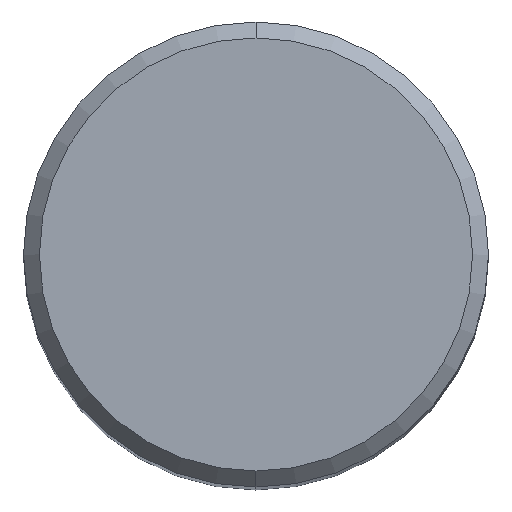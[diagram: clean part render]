
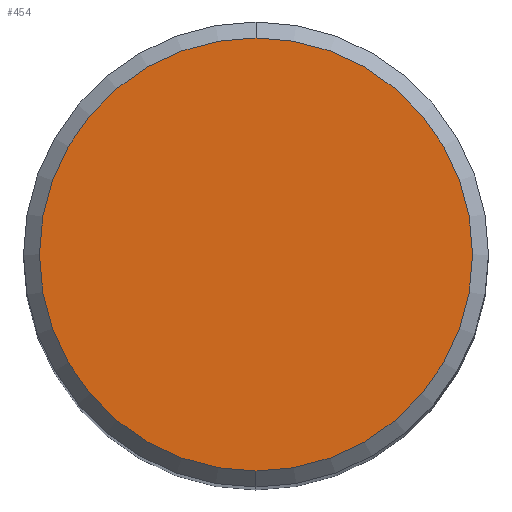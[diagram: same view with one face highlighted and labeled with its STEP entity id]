
A CAD part, top view. The second image highlights one B-rep face of the part: STEP entity #454.
In plain terms, the highlighted planar face has unit normal (0, 0, 1).
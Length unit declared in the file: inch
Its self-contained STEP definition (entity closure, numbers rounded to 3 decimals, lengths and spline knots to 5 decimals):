
#34 = VERTEX_POINT ( 'NONE', #338 ) ;
#55 = DIRECTION ( 'NONE',  ( 0., 0., 1. ) ) ;
#61 = DIRECTION ( 'NONE',  ( 0., 0., -1. ) ) ;
#99 = FACE_OUTER_BOUND ( 'NONE', #273, .T. ) ;
#134 = DIRECTION ( 'NONE',  ( 0., -1., 0. ) ) ;
#144 = EDGE_CURVE ( 'NONE', #34, #350, #376, .T. ) ;
#183 = ORIENTED_EDGE ( 'NONE', *, *, #144, .T. ) ;
#189 = CARTESIAN_POINT ( 'NONE',  ( 0., 0., 0. ) ) ;
#261 = PLANE ( 'NONE',  #505 ) ;
#266 = AXIS2_PLACEMENT_3D ( 'NONE', #189, #506, #470 ) ;
#273 = EDGE_LOOP ( 'NONE', ( #370, #183 ) ) ;
#299 = CARTESIAN_POINT ( 'NONE',  ( 0., 0., 0. ) ) ;
#338 = CARTESIAN_POINT ( 'NONE',  ( 0., -0.20375, 0. ) ) ;
#341 = CARTESIAN_POINT ( 'NONE',  ( 0., 0.20375, 0. ) ) ;
#350 = VERTEX_POINT ( 'NONE', #341 ) ;
#351 = DIRECTION ( 'NONE',  ( 0., 1., 0. ) ) ;
#353 = AXIS2_PLACEMENT_3D ( 'NONE', #299, #55, #134 ) ;
#370 = ORIENTED_EDGE ( 'NONE', *, *, #389, .T. ) ;
#376 = CIRCLE ( 'NONE', #266, 0.20375 ) ;
#389 = EDGE_CURVE ( 'NONE', #350, #34, #467, .T. ) ;
#422 = CARTESIAN_POINT ( 'NONE',  ( 0., 0.20375, 0. ) ) ;
#454 = ADVANCED_FACE ( 'NONE', ( #99 ), #261, .F. ) ;
#467 = CIRCLE ( 'NONE', #353, 0.20375 ) ;
#470 = DIRECTION ( 'NONE',  ( 0., -1., 0. ) ) ;
#505 = AXIS2_PLACEMENT_3D ( 'NONE', #422, #61, #351 ) ;
#506 = DIRECTION ( 'NONE',  ( 0., 0., 1. ) ) ;
